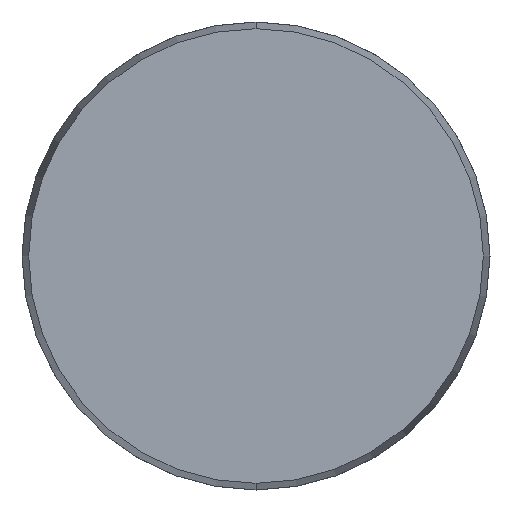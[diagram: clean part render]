
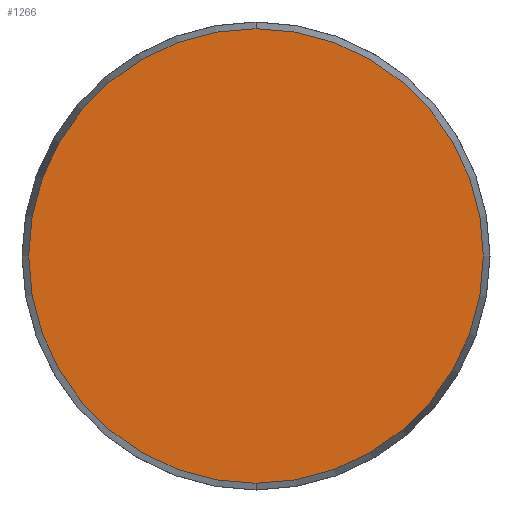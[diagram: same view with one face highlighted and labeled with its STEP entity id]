
A CAD part, front view. The second image highlights one B-rep face of the part: STEP entity #1266.
In plain terms, the highlighted planar face has unit normal (0, -1, 0).
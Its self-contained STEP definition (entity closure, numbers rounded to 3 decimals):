
#44 = EDGE_CURVE ( 'NONE', #720, #190, #1152, .T. ) ;
#56 = DIRECTION ( 'NONE',  ( 0., -1., 0. ) ) ;
#68 = CARTESIAN_POINT ( 'NONE',  ( -29.143, 0., 0. ) ) ;
#190 = VERTEX_POINT ( 'NONE', #1101 ) ;
#246 = DIRECTION ( 'NONE',  ( 0., 0., -1. ) ) ;
#252 = DIRECTION ( 'NONE',  ( 0., 1., 0. ) ) ;
#362 = CARTESIAN_POINT ( 'NONE',  ( 0., 0., 0. ) ) ;
#397 = AXIS2_PLACEMENT_3D ( 'NONE', #362, #56, #473 ) ;
#425 = ORIENTED_EDGE ( 'NONE', *, *, #579, .T. ) ;
#473 = DIRECTION ( 'NONE',  ( 0., 0., -1. ) ) ;
#577 = AXIS2_PLACEMENT_3D ( 'NONE', #653, #878, #246 ) ;
#579 = EDGE_CURVE ( 'NONE', #190, #720, #1214, .T. ) ;
#653 = CARTESIAN_POINT ( 'NONE',  ( 0., 0., 0. ) ) ;
#720 = VERTEX_POINT ( 'NONE', #958 ) ;
#792 = PLANE ( 'NONE',  #977 ) ;
#823 = EDGE_LOOP ( 'NONE', ( #1043, #425 ) ) ;
#878 = DIRECTION ( 'NONE',  ( 0., -1., 0. ) ) ;
#880 = DIRECTION ( 'NONE',  ( 0., 0., 1. ) ) ;
#958 = CARTESIAN_POINT ( 'NONE',  ( 0., 0., 29.143 ) ) ;
#977 = AXIS2_PLACEMENT_3D ( 'NONE', #68, #252, #880 ) ;
#1043 = ORIENTED_EDGE ( 'NONE', *, *, #44, .T. ) ;
#1080 = FACE_OUTER_BOUND ( 'NONE', #823, .T. ) ;
#1101 = CARTESIAN_POINT ( 'NONE',  ( 0., 0., -29.143 ) ) ;
#1152 = CIRCLE ( 'NONE', #577, 29.143 ) ;
#1214 = CIRCLE ( 'NONE', #397, 29.143 ) ;
#1266 = ADVANCED_FACE ( 'NONE', ( #1080 ), #792, .F. ) ;
